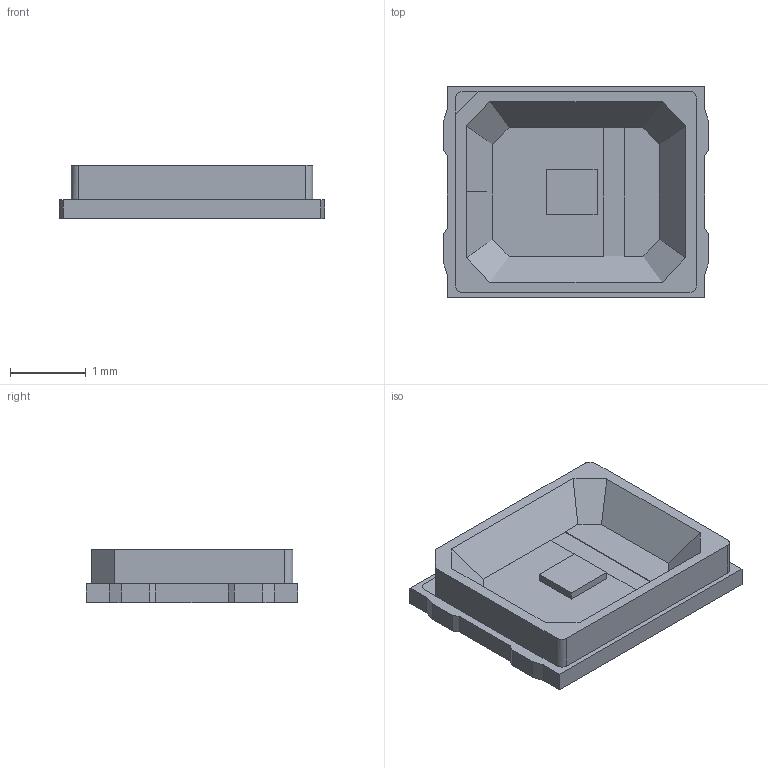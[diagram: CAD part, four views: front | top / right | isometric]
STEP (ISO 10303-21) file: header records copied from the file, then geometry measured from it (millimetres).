
FILE_DESCRIPTION(('FreeCAD Model'),'2;1');
FILE_NAME('Open CASCADE Shape Model','2021-06-24T12:23:46',(''),(''), 'Open CASCADE STEP processor 7.5','FreeCAD','Unknown');
FILE_SCHEMA(('AUTOMOTIVE_DESIGN { 1 0 10303 214 1 1 1 1 }'));
Length unit declared in the file: millimetre
Products named in the file (4): Unnamed; Document; Extrude; Extrude001
Assembly tree (3 placements, depth 2):
  Unnamed
    Document
    Extrude
    Extrude001
Bounding box: 3.5 x 2.79 x 0.7 mm (x, y, z)
Volume: 4 mm3; surface area: 36.7 mm2
Topology: 4 solids, 4 shells, 64 faces, 162 edges, 108 vertices
Faces by surface type: plane 48, bspline 16
Entity records: 2021 total; most frequent: CARTESIAN_POINT 657, ORIENTED_EDGE 324, EDGE_CURVE 162, DIRECTION 152, VERTEX_POINT 108, B_SPLINE_CURVE_WITH_KNOTS 107, FACE_BOUND 66, EDGE_LOOP 66
